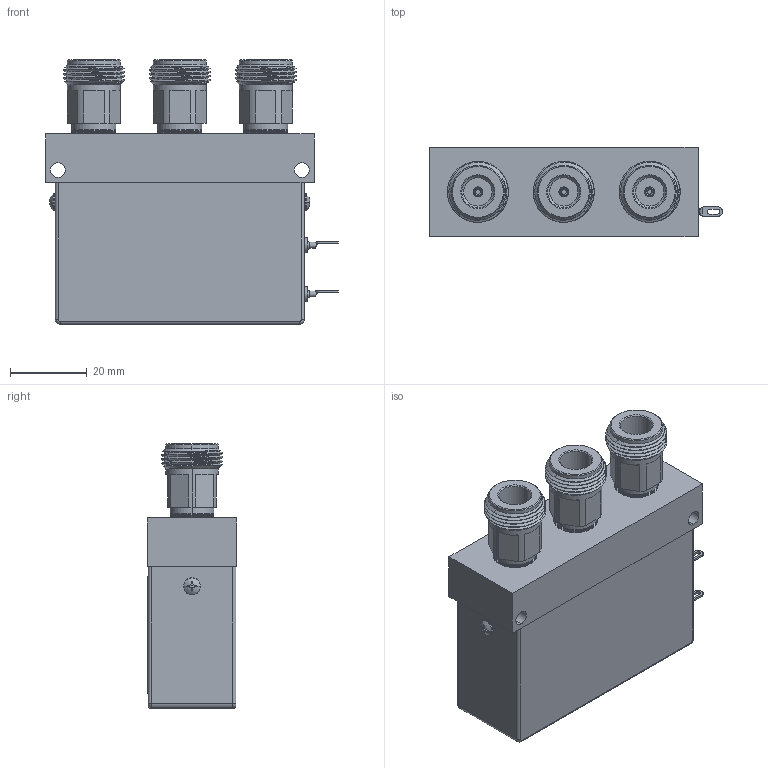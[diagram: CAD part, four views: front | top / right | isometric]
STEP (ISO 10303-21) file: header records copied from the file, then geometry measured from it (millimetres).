
FILE_DESCRIPTION (( 'STEP AP203' ), '1' );
FILE_NAME ('PE71S6398.step', '2018-12-14T22:30:20', ( '' ), ( '' ), 'SwSTEP 2.0', 'SolidWorks 2017', '' );
FILE_SCHEMA (( 'CONFIG_CONTROL_DESIGN' ));
Products named in the file (1): PE71S6398
Bounding box: 76.2 x 23.37 x 68.83 mm (x, y, z)
Volume: 81460.3 mm3; surface area: 21247.2 mm2
Topology: 9 solids, 9 shells, 1307 faces, 3458 edges, 2258 vertices
Faces by surface type: plane 659, bspline 296, cylinder 257, cone 87, torus 8
Entity records: 61343 total; most frequent: CARTESIAN_POINT 31021, ORIENTED_EDGE 6908, DIRECTION 5168, EDGE_CURVE 3454, VERTEX_POINT 2258, LINE 2104, VECTOR 2104, AXIS2_PLACEMENT_3D 1532
